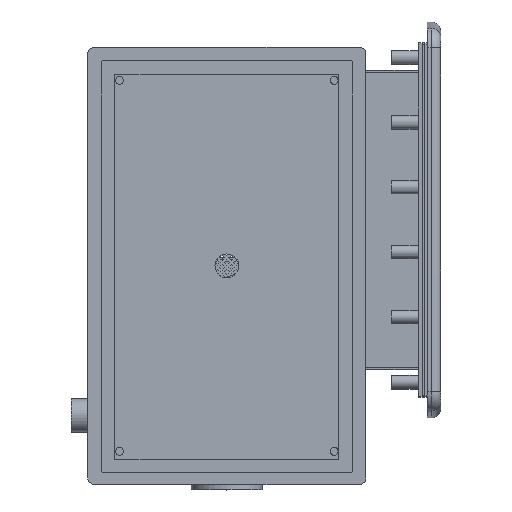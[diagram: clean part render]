
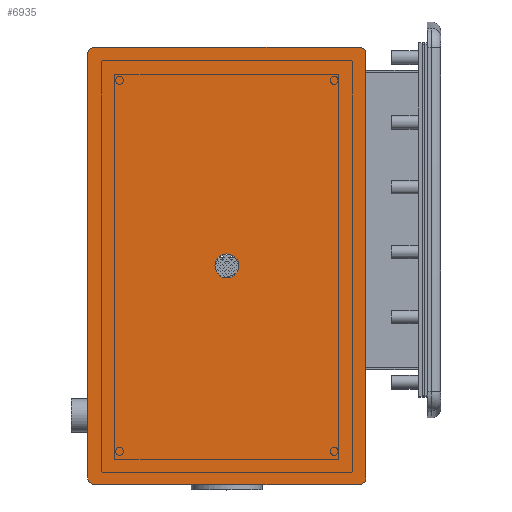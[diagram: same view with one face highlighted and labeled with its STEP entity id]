
A CAD part, top view. The second image highlights one B-rep face of the part: STEP entity #6935.
In plain terms, the highlighted face is planar.
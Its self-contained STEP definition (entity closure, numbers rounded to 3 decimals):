
#6935=ADVANCED_FACE('',(#51243,#51245),#51247,.F.);
#51243=FACE_BOUND('',#51244,.T.);
#51244=EDGE_LOOP('',(#96660,#96661,#96662,#96663,#96664,#96665,#96666,#96667));
#51245=FACE_BOUND('',#51246,.T.);
#51246=EDGE_LOOP('',(#96668));
#51247=PLANE('',#51248);
#51248=AXIS2_PLACEMENT_3D('',#51249,#51250,#51251);
#51249=CARTESIAN_POINT('',(0.,0.,0.));
#51250=DIRECTION('',(0.,0.,1.));
#51251=DIRECTION('',(-1.,0.,0.));
#96660=ORIENTED_EDGE('',*,*,#110088,.F.);
#96661=ORIENTED_EDGE('',*,*,#110086,.F.);
#96662=ORIENTED_EDGE('',*,*,#110084,.F.);
#96663=ORIENTED_EDGE('',*,*,#110082,.F.);
#96664=ORIENTED_EDGE('',*,*,#110080,.F.);
#96665=ORIENTED_EDGE('',*,*,#110078,.F.);
#96666=ORIENTED_EDGE('',*,*,#110076,.F.);
#96667=ORIENTED_EDGE('',*,*,#110073,.F.);
#96668=ORIENTED_EDGE('',*,*,#110089,.T.);
#110073=EDGE_CURVE('',#129388,#129389,#129390,.T.);
#110076=EDGE_CURVE('',#129389,#129393,#129394,.T.);
#110078=EDGE_CURVE('',#129393,#129396,#129397,.T.);
#110080=EDGE_CURVE('',#129396,#129399,#129400,.T.);
#110082=EDGE_CURVE('',#129399,#129402,#129403,.T.);
#110084=EDGE_CURVE('',#129402,#129405,#129406,.T.);
#110086=EDGE_CURVE('',#129405,#129408,#129409,.T.);
#110088=EDGE_CURVE('',#129408,#129388,#129411,.T.);
#110089=EDGE_CURVE('',#129412,#129412,#129413,.T.);
#129388=VERTEX_POINT('',#188178);
#129389=VERTEX_POINT('',#188179);
#129390=CIRCLE('',#188180,5.);
#129393=VERTEX_POINT('',#188190);
#129394=LINE('',#188191,#188192);
#129396=VERTEX_POINT('',#188197);
#129397=CIRCLE('',#188198,5.);
#129399=VERTEX_POINT('',#188205);
#129400=LINE('',#188206,#188207);
#129402=VERTEX_POINT('',#188212);
#129403=CIRCLE('',#188213,5.);
#129405=VERTEX_POINT('',#188220);
#129406=LINE('',#188221,#188222);
#129408=VERTEX_POINT('',#188227);
#129409=CIRCLE('',#188228,5.);
#129411=LINE('',#188235,#188236);
#129412=VERTEX_POINT('',#188238);
#129413=CIRCLE('',#188239,9.);
#188178=CARTESIAN_POINT('',(200.,100.,0.));
#188179=CARTESIAN_POINT('',(195.,105.,0.));
#188180=AXIS2_PLACEMENT_3D('',#188181,#188182,#188183);
#188181=CARTESIAN_POINT('',(195.,100.,0.));
#188182=DIRECTION('',(0.,0.,1.));
#188183=DIRECTION('',(1.,0.,0.));
#188190=CARTESIAN_POINT('',(-125.,105.,0.));
#188191=CARTESIAN_POINT('',(195.,105.,0.));
#188192=VECTOR('',#188193,1.);
#188193=DIRECTION('',(-1.,0.,0.));
#188197=CARTESIAN_POINT('',(-130.,100.,0.));
#188198=AXIS2_PLACEMENT_3D('',#188199,#188200,#188201);
#188199=CARTESIAN_POINT('',(-125.,100.,0.));
#188200=DIRECTION('',(0.,0.,1.));
#188201=DIRECTION('',(0.,1.,0.));
#188205=CARTESIAN_POINT('',(-130.,-100.,0.));
#188206=CARTESIAN_POINT('',(-130.,100.,0.));
#188207=VECTOR('',#188208,1.);
#188208=DIRECTION('',(0.,-1.,0.));
#188212=CARTESIAN_POINT('',(-125.,-105.,0.));
#188213=AXIS2_PLACEMENT_3D('',#188214,#188215,#188216);
#188214=CARTESIAN_POINT('',(-125.,-100.,0.));
#188215=DIRECTION('',(0.,0.,1.));
#188216=DIRECTION('',(-1.,0.,0.));
#188220=CARTESIAN_POINT('',(195.,-105.,0.));
#188221=CARTESIAN_POINT('',(-125.,-105.,0.));
#188222=VECTOR('',#188223,1.);
#188223=DIRECTION('',(1.,0.,0.));
#188227=CARTESIAN_POINT('',(200.,-100.,0.));
#188228=AXIS2_PLACEMENT_3D('',#188229,#188230,#188231);
#188229=CARTESIAN_POINT('',(195.,-100.,0.));
#188230=DIRECTION('',(0.,0.,1.));
#188231=DIRECTION('',(0.,-1.,0.));
#188235=CARTESIAN_POINT('',(200.,-100.,0.));
#188236=VECTOR('',#188237,1.);
#188237=DIRECTION('',(0.,1.,0.));
#188238=CARTESIAN_POINT('',(26.,0.,0.));
#188239=AXIS2_PLACEMENT_3D('',#188240,#188241,#188242);
#188240=CARTESIAN_POINT('',(35.,0.,0.));
#188241=DIRECTION('',(0.,0.,1.));
#188242=DIRECTION('',(-1.,0.,0.));
